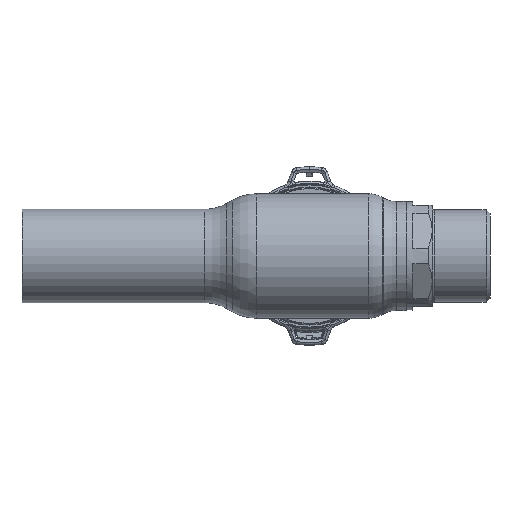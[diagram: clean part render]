
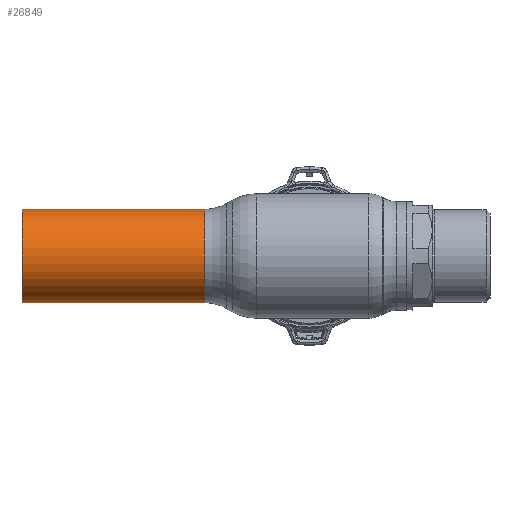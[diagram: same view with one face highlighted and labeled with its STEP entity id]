
A CAD part, front view. The second image highlights one B-rep face of the part: STEP entity #26849.
In plain terms, the highlighted cylindrical face has radius 21.2 mm (diameter 42.4 mm), a partial arc.
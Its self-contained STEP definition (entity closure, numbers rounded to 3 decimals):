
#2073 = DIRECTION ( 'NONE',  ( -1., 0., 0. ) ) ;
#2214 = VERTEX_POINT ( 'NONE', #26859 ) ;
#2721 = EDGE_CURVE ( 'NONE', #2214, #9368, #14394, .T. ) ;
#4218 = VERTEX_POINT ( 'NONE', #32121 ) ;
#6018 = CARTESIAN_POINT ( 'NONE',  ( -62.69, 0., 0. ) ) ;
#6735 = AXIS2_PLACEMENT_3D ( 'NONE', #33409, #7983, #10749 ) ;
#6742 = AXIS2_PLACEMENT_3D ( 'NONE', #28425, #30679, #13992 ) ;
#7953 = CARTESIAN_POINT ( 'NONE',  ( -62.69, 0., 21.2 ) ) ;
#7983 = DIRECTION ( 'NONE',  ( -1., 0., 0. ) ) ;
#9138 = DIRECTION ( 'NONE',  ( -1., 0., 0. ) ) ;
#9316 = FACE_OUTER_BOUND ( 'NONE', #13740, .T. ) ;
#9368 = VERTEX_POINT ( 'NONE', #31158 ) ;
#10292 = VECTOR ( 'NONE', #2073, 1000. ) ;
#10749 = DIRECTION ( 'NONE',  ( 0., 0., 1. ) ) ;
#11072 = CARTESIAN_POINT ( 'NONE',  ( -62.69, 0., -21.2 ) ) ;
#12738 = AXIS2_PLACEMENT_3D ( 'NONE', #6018, #9138, #17279 ) ;
#13740 = EDGE_LOOP ( 'NONE', ( #17715, #30464, #18756, #17579 ) ) ;
#13992 = DIRECTION ( 'NONE',  ( 0., -1., 0. ) ) ;
#14394 = LINE ( 'NONE', #11072, #17484 ) ;
#17279 = DIRECTION ( 'NONE',  ( 0., 0., 1. ) ) ;
#17484 = VECTOR ( 'NONE', #27923, 1000. ) ;
#17579 = ORIENTED_EDGE ( 'NONE', *, *, #21219, .F. ) ;
#17715 = ORIENTED_EDGE ( 'NONE', *, *, #2721, .F. ) ;
#17954 = CIRCLE ( 'NONE', #6735, 21.2 ) ;
#18567 = CIRCLE ( 'NONE', #6742, 21.2 ) ;
#18756 = ORIENTED_EDGE ( 'NONE', *, *, #23078, .T. ) ;
#20938 = EDGE_CURVE ( 'NONE', #2214, #4218, #17954, .T. ) ;
#21219 = EDGE_CURVE ( 'NONE', #9368, #30991, #18567, .T. ) ;
#23078 = EDGE_CURVE ( 'NONE', #4218, #30991, #36192, .T. ) ;
#26181 = CYLINDRICAL_SURFACE ( 'NONE', #12738, 21.2 ) ;
#26849 = ADVANCED_FACE ( 'NONE', ( #9316 ), #26181, .T. ) ;
#26859 = CARTESIAN_POINT ( 'NONE',  ( -47.57, 0., -21.2 ) ) ;
#27923 = DIRECTION ( 'NONE',  ( -1., 0., 0. ) ) ;
#28425 = CARTESIAN_POINT ( 'NONE',  ( -130.5, 0., 0. ) ) ;
#29053 = CARTESIAN_POINT ( 'NONE',  ( -130.5, 0., 21.2 ) ) ;
#30464 = ORIENTED_EDGE ( 'NONE', *, *, #20938, .T. ) ;
#30679 = DIRECTION ( 'NONE',  ( -1., 0., 0. ) ) ;
#30991 = VERTEX_POINT ( 'NONE', #29053 ) ;
#31158 = CARTESIAN_POINT ( 'NONE',  ( -130.5, 0., -21.2 ) ) ;
#32121 = CARTESIAN_POINT ( 'NONE',  ( -47.57, 0., 21.2 ) ) ;
#33409 = CARTESIAN_POINT ( 'NONE',  ( -47.57, 0., 0. ) ) ;
#36192 = LINE ( 'NONE', #7953, #10292 ) ;
